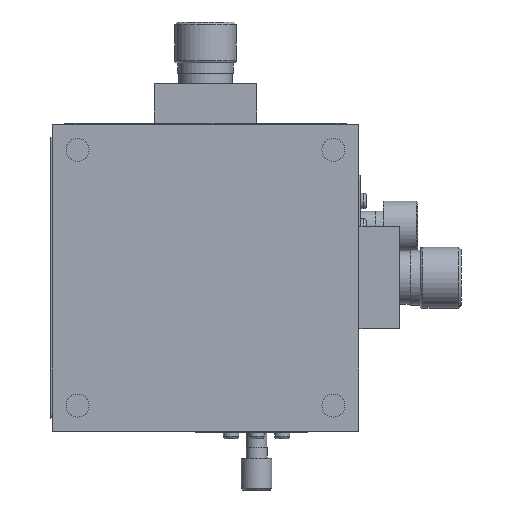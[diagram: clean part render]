
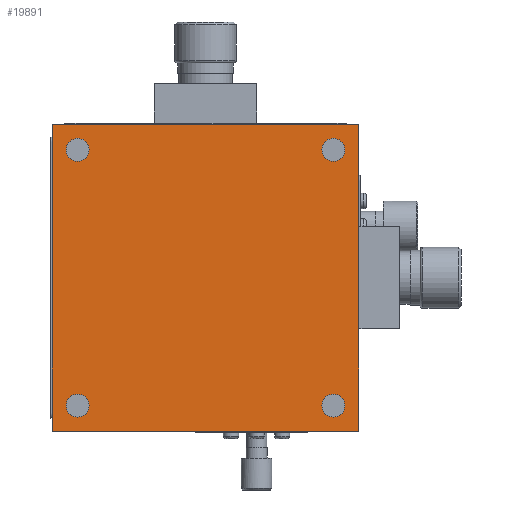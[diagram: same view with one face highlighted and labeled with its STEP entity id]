
A CAD part, front view. The second image highlights one B-rep face of the part: STEP entity #19891.
In plain terms, the highlighted planar face has unit normal (0, -1, 0).
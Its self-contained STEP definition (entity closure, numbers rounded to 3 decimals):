
#16822 = CARTESIAN_POINT ( 'NONE',  ( 13.566, -11.172, 35.099 ) ) ;
#16823 = CARTESIAN_POINT ( 'NONE',  ( 13.566, -11.172, 30.599 ) ) ;
#16824 = DIRECTION ( 'NONE',  ( 0., 0., 1. ) ) ;
#16825 = DIRECTION ( 'NONE',  ( 0., 1., 0. ) ) ;
#16826 = AXIS2_PLACEMENT_3D ( 'NONE', #16833, #16825, #16824 ) ;
#16827 = CIRCLE ( 'NONE', #16826, 2.25 ) ;
#16833 = CARTESIAN_POINT ( 'NONE',  ( 13.566, -11.172, 32.849 ) ) ;
#16859 = CARTESIAN_POINT ( 'NONE',  ( -36.434, -11.172, -14.901 ) ) ;
#16860 = CARTESIAN_POINT ( 'NONE',  ( -36.434, -11.172, -19.401 ) ) ;
#16861 = DIRECTION ( 'NONE',  ( 0., 0., 1. ) ) ;
#16862 = DIRECTION ( 'NONE',  ( 0., 1., 0. ) ) ;
#16863 = AXIS2_PLACEMENT_3D ( 'NONE', #16869, #16862, #16861 ) ;
#16864 = CIRCLE ( 'NONE', #16863, 2.25 ) ;
#16869 = CARTESIAN_POINT ( 'NONE',  ( -36.434, -11.172, -17.151 ) ) ;
#16884 = CARTESIAN_POINT ( 'NONE',  ( 13.566, -11.172, -14.901 ) ) ;
#16885 = CARTESIAN_POINT ( 'NONE',  ( 13.566, -11.172, -19.401 ) ) ;
#16886 = DIRECTION ( 'NONE',  ( 0., 0., 1. ) ) ;
#16887 = DIRECTION ( 'NONE',  ( 0., 1., 0. ) ) ;
#16888 = CARTESIAN_POINT ( 'NONE',  ( 13.566, -11.172, -17.151 ) ) ;
#16889 = AXIS2_PLACEMENT_3D ( 'NONE', #16888, #16887, #16886 ) ;
#16894 = CIRCLE ( 'NONE', #16889, 2.25 ) ;
#17311 = CARTESIAN_POINT ( 'NONE',  ( -36.434, -11.172, 35.099 ) ) ;
#17312 = CARTESIAN_POINT ( 'NONE',  ( -36.434, -11.172, 30.599 ) ) ;
#17313 = DIRECTION ( 'NONE',  ( 0., 0., 1. ) ) ;
#17314 = DIRECTION ( 'NONE',  ( 0., 1., 0. ) ) ;
#17315 = AXIS2_PLACEMENT_3D ( 'NONE', #17321, #17314, #17313 ) ;
#17316 = CIRCLE ( 'NONE', #17315, 2.25 ) ;
#17321 = CARTESIAN_POINT ( 'NONE',  ( -36.434, -11.172, 32.849 ) ) ;
#19891 = ADVANCED_FACE ( 'NONE', ( #30946, #30945, #30944, #30943, #30942 ), #30941, .T. ) ;
#19892 = EDGE_LOOP ( 'NONE', ( #19893, #19908 ) ) ;
#19893 = ORIENTED_EDGE ( 'NONE', *, *, #19894, .T. ) ;
#19894 = EDGE_CURVE ( 'NONE', #28915, #28914, #30936, .T. ) ;
#19908 = ORIENTED_EDGE ( 'NONE', *, *, #28913, .T. ) ;
#19909 = EDGE_LOOP ( 'NONE', ( #19910, #19912 ) ) ;
#19910 = ORIENTED_EDGE ( 'NONE', *, *, #19911, .T. ) ;
#19911 = EDGE_CURVE ( 'NONE', #29094, #29093, #30981, .T. ) ;
#19912 = ORIENTED_EDGE ( 'NONE', *, *, #29092, .T. ) ;
#19913 = EDGE_LOOP ( 'NONE', ( #19914, #19917, #19918, #19997 ) ) ;
#19914 = ORIENTED_EDGE ( 'NONE', *, *, #19915, .F. ) ;
#19915 = EDGE_CURVE ( 'NONE', #20384, #19916, #30976, .T. ) ;
#19916 = VERTEX_POINT ( 'NONE', #30972 ) ;
#19917 = ORIENTED_EDGE ( 'NONE', *, *, #20383, .F. ) ;
#19918 = ORIENTED_EDGE ( 'NONE', *, *, #19919, .T. ) ;
#19919 = EDGE_CURVE ( 'NONE', #20381, #19920, #30971, .T. ) ;
#19920 = VERTEX_POINT ( 'NONE', #30967 ) ;
#19927 = EDGE_CURVE ( 'NONE', #28946, #28945, #31013, .T. ) ;
#19928 = ORIENTED_EDGE ( 'NONE', *, *, #28944, .T. ) ;
#19997 = ORIENTED_EDGE ( 'NONE', *, *, #19998, .T. ) ;
#19998 = EDGE_CURVE ( 'NONE', #19920, #19916, #27303, .T. ) ;
#19999 = EDGE_LOOP ( 'NONE', ( #20000, #20002 ) ) ;
#20000 = ORIENTED_EDGE ( 'NONE', *, *, #20001, .T. ) ;
#20001 = EDGE_CURVE ( 'NONE', #28900, #28899, #30588, .T. ) ;
#20002 = ORIENTED_EDGE ( 'NONE', *, *, #28898, .T. ) ;
#20003 = EDGE_LOOP ( 'NONE', ( #20004, #19928 ) ) ;
#20004 = ORIENTED_EDGE ( 'NONE', *, *, #19927, .T. ) ;
#20381 = VERTEX_POINT ( 'NONE', #31816 ) ;
#20383 = EDGE_CURVE ( 'NONE', #20381, #20384, #31815, .T. ) ;
#20384 = VERTEX_POINT ( 'NONE', #31811 ) ;
#27302 = CARTESIAN_POINT ( 'NONE',  ( 18.566, -11.172, -22.151 ) ) ;
#27303 = LINE ( 'NONE', #27302, #30332 ) ;
#28898 = EDGE_CURVE ( 'NONE', #28899, #28900, #16827, .T. ) ;
#28899 = VERTEX_POINT ( 'NONE', #16823 ) ;
#28900 = VERTEX_POINT ( 'NONE', #16822 ) ;
#28913 = EDGE_CURVE ( 'NONE', #28914, #28915, #16864, .T. ) ;
#28914 = VERTEX_POINT ( 'NONE', #16860 ) ;
#28915 = VERTEX_POINT ( 'NONE', #16859 ) ;
#28944 = EDGE_CURVE ( 'NONE', #28945, #28946, #16894, .T. ) ;
#28945 = VERTEX_POINT ( 'NONE', #16885 ) ;
#28946 = VERTEX_POINT ( 'NONE', #16884 ) ;
#29092 = EDGE_CURVE ( 'NONE', #29093, #29094, #17316, .T. ) ;
#29093 = VERTEX_POINT ( 'NONE', #17312 ) ;
#29094 = VERTEX_POINT ( 'NONE', #17311 ) ;
#30331 = DIRECTION ( 'NONE',  ( 0., 0., 1. ) ) ;
#30332 = VECTOR ( 'NONE', #30331, 1000. ) ;
#30585 = DIRECTION ( 'NONE',  ( 0., 0., 1. ) ) ;
#30586 = DIRECTION ( 'NONE',  ( 0., 1., 0. ) ) ;
#30587 = AXIS2_PLACEMENT_3D ( 'NONE', #30589, #30586, #30585 ) ;
#30588 = CIRCLE ( 'NONE', #30587, 2.25 ) ;
#30589 = CARTESIAN_POINT ( 'NONE',  ( 13.566, -11.172, 32.849 ) ) ;
#30932 = DIRECTION ( 'NONE',  ( 0., 0., 1. ) ) ;
#30933 = DIRECTION ( 'NONE',  ( 0., 1., 0. ) ) ;
#30934 = CARTESIAN_POINT ( 'NONE',  ( -36.434, -11.172, -17.151 ) ) ;
#30935 = AXIS2_PLACEMENT_3D ( 'NONE', #30934, #30933, #30932 ) ;
#30936 = CIRCLE ( 'NONE', #30935, 2.25 ) ;
#30937 = DIRECTION ( 'NONE',  ( 1., 0., 0. ) ) ;
#30938 = DIRECTION ( 'NONE',  ( 0., -1., 0. ) ) ;
#30939 = CARTESIAN_POINT ( 'NONE',  ( -41.434, -11.172, -22.151 ) ) ;
#30940 = AXIS2_PLACEMENT_3D ( 'NONE', #30939, #30938, #30937 ) ;
#30941 = PLANE ( 'NONE',  #30940 ) ;
#30942 = FACE_BOUND ( 'NONE', #20003, .T. ) ;
#30943 = FACE_BOUND ( 'NONE', #19999, .T. ) ;
#30944 = FACE_OUTER_BOUND ( 'NONE', #19913, .T. ) ;
#30945 = FACE_BOUND ( 'NONE', #19909, .T. ) ;
#30946 = FACE_BOUND ( 'NONE', #19892, .T. ) ;
#30967 = CARTESIAN_POINT ( 'NONE',  ( 18.566, -11.172, -22.151 ) ) ;
#30968 = DIRECTION ( 'NONE',  ( 1., 0., 0. ) ) ;
#30969 = VECTOR ( 'NONE', #30968, 1000. ) ;
#30970 = CARTESIAN_POINT ( 'NONE',  ( -41.434, -11.172, -22.151 ) ) ;
#30971 = LINE ( 'NONE', #30970, #30969 ) ;
#30972 = CARTESIAN_POINT ( 'NONE',  ( 18.566, -11.172, 37.849 ) ) ;
#30973 = DIRECTION ( 'NONE',  ( 1., 0., 0. ) ) ;
#30974 = VECTOR ( 'NONE', #30973, 1000. ) ;
#30975 = CARTESIAN_POINT ( 'NONE',  ( -41.434, -11.172, 37.849 ) ) ;
#30976 = LINE ( 'NONE', #30975, #30974 ) ;
#30977 = DIRECTION ( 'NONE',  ( 0., 0., 1. ) ) ;
#30978 = DIRECTION ( 'NONE',  ( 0., 1., 0. ) ) ;
#30979 = CARTESIAN_POINT ( 'NONE',  ( -36.434, -11.172, 32.849 ) ) ;
#30980 = AXIS2_PLACEMENT_3D ( 'NONE', #30979, #30978, #30977 ) ;
#30981 = CIRCLE ( 'NONE', #30980, 2.25 ) ;
#31009 = DIRECTION ( 'NONE',  ( 0., 0., 1. ) ) ;
#31010 = DIRECTION ( 'NONE',  ( 0., 1., 0. ) ) ;
#31011 = CARTESIAN_POINT ( 'NONE',  ( 13.566, -11.172, -17.151 ) ) ;
#31012 = AXIS2_PLACEMENT_3D ( 'NONE', #31011, #31010, #31009 ) ;
#31013 = CIRCLE ( 'NONE', #31012, 2.25 ) ;
#31811 = CARTESIAN_POINT ( 'NONE',  ( -41.434, -11.172, 37.849 ) ) ;
#31812 = DIRECTION ( 'NONE',  ( 0., 0., 1. ) ) ;
#31813 = VECTOR ( 'NONE', #31812, 1000. ) ;
#31814 = CARTESIAN_POINT ( 'NONE',  ( -41.434, -11.172, -22.151 ) ) ;
#31815 = LINE ( 'NONE', #31814, #31813 ) ;
#31816 = CARTESIAN_POINT ( 'NONE',  ( -41.434, -11.172, -22.151 ) ) ;
